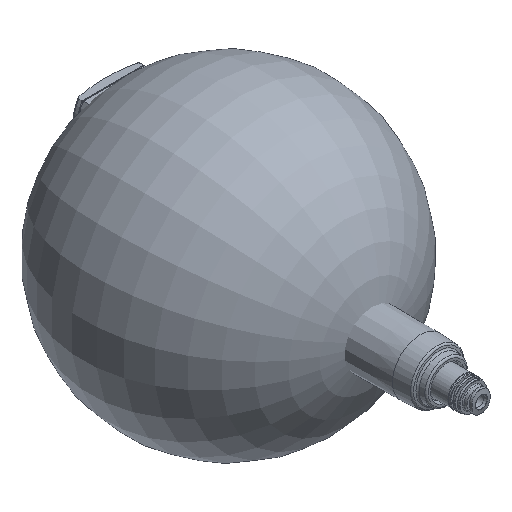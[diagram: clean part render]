
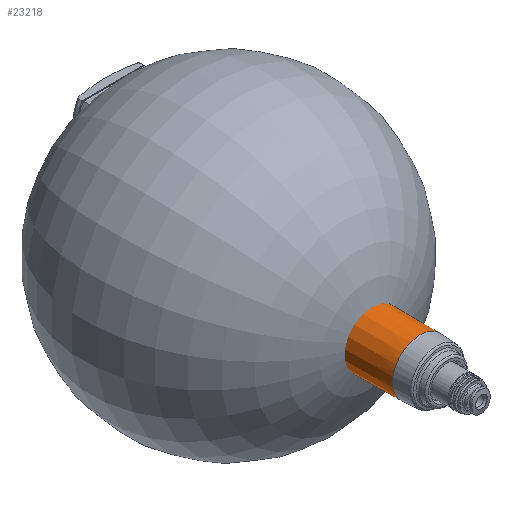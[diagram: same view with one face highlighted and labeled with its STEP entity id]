
A CAD part, isometric view. The second image highlights one B-rep face of the part: STEP entity #23218.
In plain terms, the highlighted conical face has half-angle 0.5 degrees and reference radius 15.575 mm.
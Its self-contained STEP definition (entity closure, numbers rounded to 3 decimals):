
#120=CONICAL_SURFACE('',#24733,15.575,0.009);
#7817=ORIENTED_EDGE('',*,*,#10834,.F.);
#7818=ORIENTED_EDGE('',*,*,#10169,.T.);
#10169=EDGE_CURVE('',#12271,#12271,#13287,.F.);
#10834=EDGE_CURVE('',#12662,#12662,#13552,.T.);
#12271=VERTEX_POINT('',#32933);
#12662=VERTEX_POINT('',#34415);
#13287=CIRCLE('',#24149,15.549);
#13552=CIRCLE('',#24734,14.983);
#14498=EDGE_LOOP('',(#7817));
#14499=EDGE_LOOP('',(#7818));
#15628=FACE_BOUND('',#14498,.T.);
#15629=FACE_BOUND('',#14499,.T.);
#23218=ADVANCED_FACE('',(#15628,#15629),#120,.T.);
#24149=AXIS2_PLACEMENT_3D('',#32932,#27387,#27388);
#24733=AXIS2_PLACEMENT_3D('',#34413,#28911,#28912);
#24734=AXIS2_PLACEMENT_3D('',#34414,#28913,#28914);
#27387=DIRECTION('',(0.,1.,0.));
#27388=DIRECTION('',(0.,0.,1.));
#28911=DIRECTION('',(0.,1.,0.));
#28912=DIRECTION('',(0.,0.,1.));
#28913=DIRECTION('',(0.,-1.,0.));
#28914=DIRECTION('',(0.,0.,-1.));
#32932=CARTESIAN_POINT('',(0.,-35.5,0.));
#32933=CARTESIAN_POINT('',(0.,-35.5,15.549));
#34413=CARTESIAN_POINT('',(0.,-32.53,0.));
#34414=CARTESIAN_POINT('',(0.,-100.43,0.));
#34415=CARTESIAN_POINT('',(0.,-100.43,-14.983));
